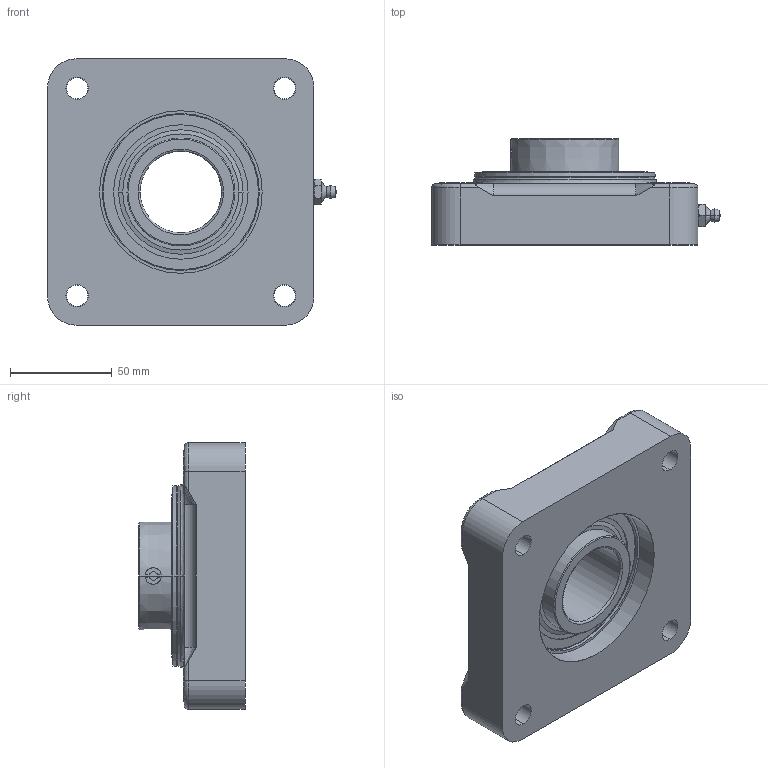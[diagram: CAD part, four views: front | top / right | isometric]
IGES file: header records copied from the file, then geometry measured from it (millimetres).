
Start section:  PTC IGES file: B000068956.igs
Global section: file name: B000068956.igs; native system: Pro/ENGINEER by Parametric Technology Corporation; preprocessor: 2010020; author: RCRU51; organization: Rex Nord Marbet spa; date: 20110323.093145; units: millimetre
Bounding box: 142 x 52.2 x 131 mm (x, y, z)
Volume: 453851.2 mm3; surface area: 66667.4 mm2
Topology: 1 solids, 1 shells, 184 faces, 428 edges, 273 vertices
Faces by surface type: revolution 128, bspline 56
